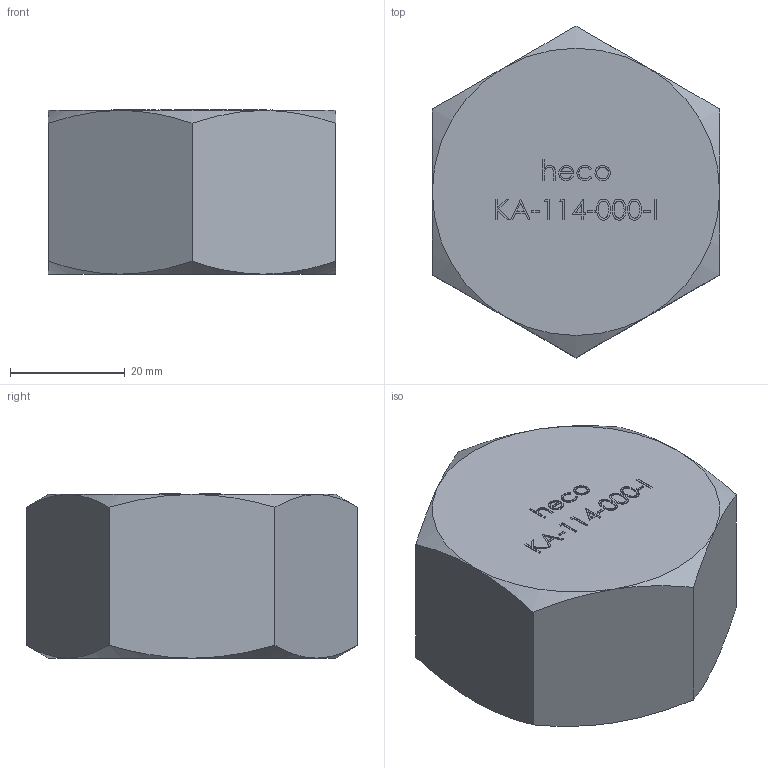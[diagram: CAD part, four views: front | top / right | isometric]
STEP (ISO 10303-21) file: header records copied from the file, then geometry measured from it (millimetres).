
FILE_DESCRIPTION (( 'STEP AP214' ), '1' );
FILE_NAME ('heco KA-114-000-I.STEP', '2016-01-12T09:48:44', ( 'test' ), ( '' ), 'SwSTEP 2.0', 'SolidWorks 2011', '' );
FILE_SCHEMA (( 'AUTOMOTIVE_DESIGN' ));
Length unit declared in the file: millimetre
Products named in the file (1): heco KA-114-000-I
Bounding box: 50 x 57.73 x 28.6 mm (x, y, z)
Volume: 32135.8 mm3; surface area: 11961.8 mm2
Topology: 1 solids, 1 shells, 185 faces, 463 edges, 304 vertices
Faces by surface type: plane 108, bspline 62, cone 13, torus 1, cylinder 1
Full cylindrical faces by diameter (mm): 38.952 x1
Entity records: 11315 total; most frequent: CARTESIAN_POINT 5316, ORIENTED_EDGE 920, DIRECTION 576, EDGE_CURVE 460, VERTEX_POINT 304, LINE 296, VECTOR 296, EDGE_LOOP 212
